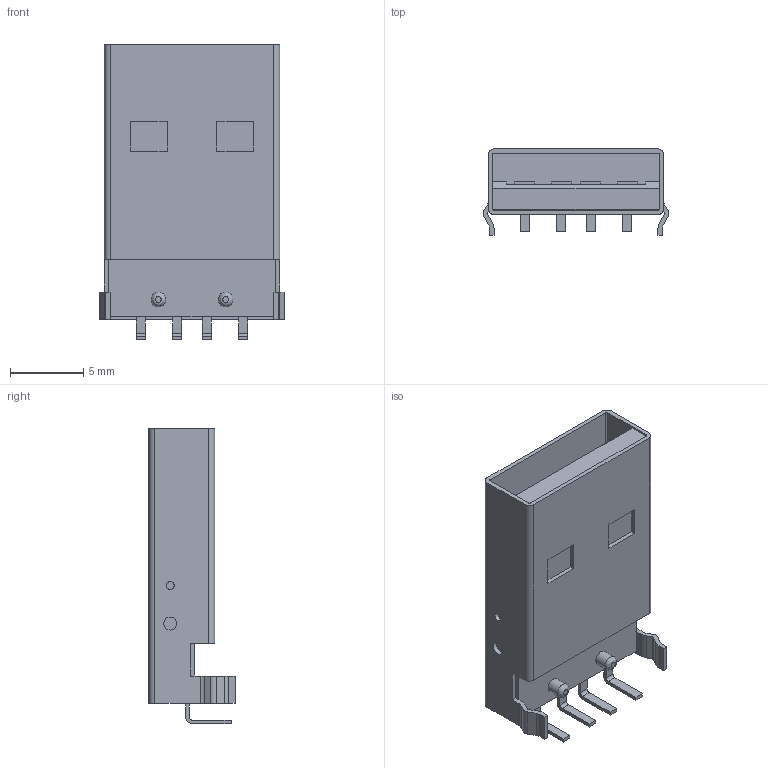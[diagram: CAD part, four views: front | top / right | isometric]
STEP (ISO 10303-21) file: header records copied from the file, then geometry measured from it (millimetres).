
FILE_DESCRIPTION( ( 'STEP AP214' ), '1' );
FILE_NAME( 'USB-AM-S-F-B-TH.stp', '2020-10-17T03:58:21', ( 'License CC BY-ND 4.0' ), ( 'CADENAS' ), ' ', 'PARTsolutions', ' ' );
FILE_SCHEMA( ( 'AUTOMOTIVE_DESIGN { 1 0 10303 214 1 1 1 1 }' ) );
Length unit declared in the file: millimetre
Products named in the file (4): USB-AM-S-F-B-TH; _USB-AM-S-TH_S; _USB-AM-S-B-TH_B; _USB-AM-S-TH_P
Assembly tree (3 placements, depth 2):
  USB-AM-S-F-B-TH
    _USB-AM-S-TH_S
    _USB-AM-S-B-TH_B
    _USB-AM-S-TH_P
Bounding box: 12.7 x 5.89 x 20.2 mm (x, y, z)
Volume: 679.2 mm3; surface area: 2216.7 mm2
Topology: 3 solids, 3 shells, 218 faces, 631 edges, 416 vertices
Faces by surface type: plane 182, cylinder 34, bspline 2
Full cylindrical faces by diameter (mm): 0.55 x2, 0.89 x2, 1 x2
Entity records: 8909 total; most frequent: CARTESIAN_POINT 1307, ORIENTED_EDGE 1238, DIRECTION 1129, EDGE_CURVE 619, LINE 549, VECTOR 549, VERTEX_POINT 412, AXIS2_PLACEMENT_3D 290
